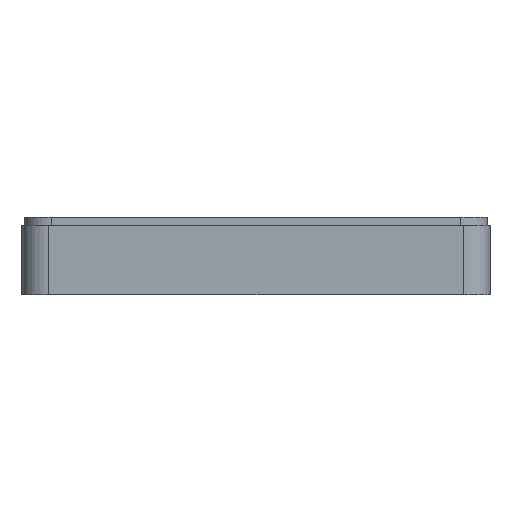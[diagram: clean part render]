
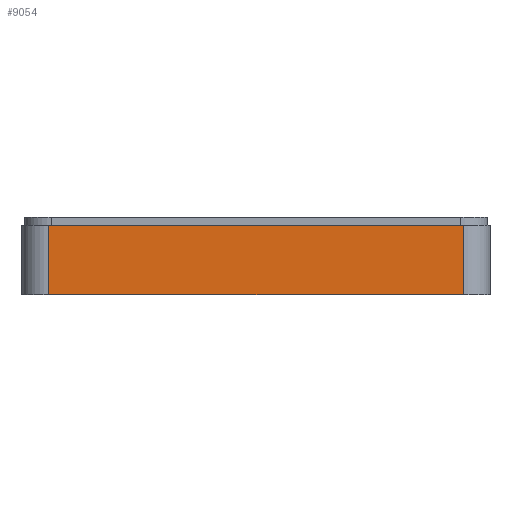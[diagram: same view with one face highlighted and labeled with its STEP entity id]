
A CAD part, left-side view. The second image highlights one B-rep face of the part: STEP entity #9054.
In plain terms, the highlighted face is planar.
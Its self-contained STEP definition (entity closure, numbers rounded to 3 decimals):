
#1159=FACE_OUTER_BOUND('',#1744,.T.);
#1744=EDGE_LOOP('',(#6377,#6378,#6379,#6380));
#2292=LINE('',#12023,#3059);
#2294=LINE('',#12029,#3061);
#2295=LINE('',#12031,#3062);
#2296=LINE('',#12032,#3063);
#3059=VECTOR('',#10368,10.);
#3061=VECTOR('',#10374,10.);
#3062=VECTOR('',#10375,10.);
#3063=VECTOR('',#10376,10.);
#3871=VERTEX_POINT('',#12020);
#3872=VERTEX_POINT('',#12022);
#3874=VERTEX_POINT('',#12028);
#3875=VERTEX_POINT('',#12030);
#4841=EDGE_CURVE('',#3871,#3872,#2292,.T.);
#4844=EDGE_CURVE('',#3874,#3871,#2294,.T.);
#4845=EDGE_CURVE('',#3875,#3874,#2295,.T.);
#4846=EDGE_CURVE('',#3872,#3875,#2296,.T.);
#6377=ORIENTED_EDGE('',*,*,#4841,.F.);
#6378=ORIENTED_EDGE('',*,*,#4844,.F.);
#6379=ORIENTED_EDGE('',*,*,#4845,.F.);
#6380=ORIENTED_EDGE('',*,*,#4846,.F.);
#8821=PLANE('',#9683);
#9054=ADVANCED_FACE('',(#1159),#8821,.T.);
#9683=AXIS2_PLACEMENT_3D('',#12027,#10372,#10373);
#10368=DIRECTION('',(0.,0.,-1.));
#10372=DIRECTION('center_axis',(0.,1.,0.));
#10373=DIRECTION('ref_axis',(-1.,0.,0.));
#10374=DIRECTION('',(-1.,0.,0.));
#10375=DIRECTION('',(0.,0.,1.));
#10376=DIRECTION('',(1.,0.,0.));
#12020=CARTESIAN_POINT('',(-130.283,101.656,13.));
#12022=CARTESIAN_POINT('',(-130.283,101.656,0.));
#12023=CARTESIAN_POINT('',(-130.283,101.656,0.));
#12027=CARTESIAN_POINT('Origin',(-47.783,101.656,0.));
#12028=CARTESIAN_POINT('',(-52.783,101.656,13.));
#12029=CARTESIAN_POINT('',(-135.283,101.656,13.));
#12030=CARTESIAN_POINT('',(-52.783,101.656,0.));
#12031=CARTESIAN_POINT('',(-52.783,101.656,0.));
#12032=CARTESIAN_POINT('',(-135.283,101.656,0.));
